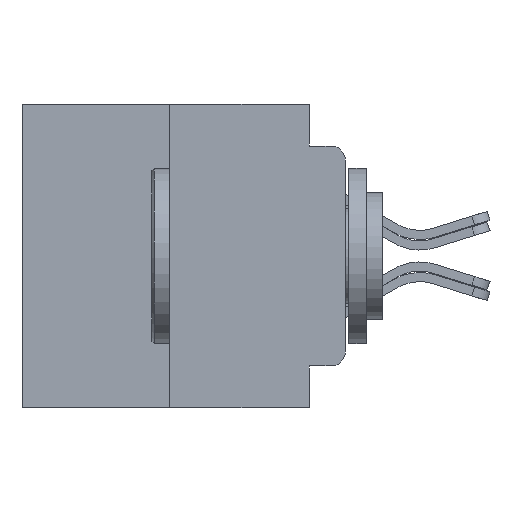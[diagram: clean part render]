
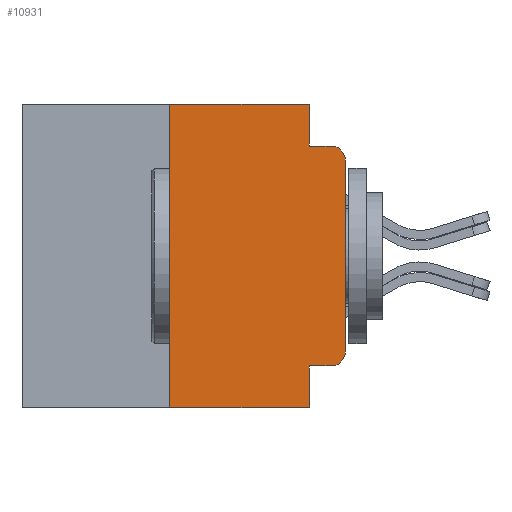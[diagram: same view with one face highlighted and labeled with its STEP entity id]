
A CAD part, left-side view. The second image highlights one B-rep face of the part: STEP entity #10931.
In plain terms, the highlighted planar face has unit normal (-1, 0, 0).
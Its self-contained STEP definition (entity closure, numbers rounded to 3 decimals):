
#193 = CARTESIAN_POINT ( 'NONE',  ( -75.603, 11.684, -5.486 ) ) ;
#389 = VERTEX_POINT ( 'NONE', #20117 ) ;
#511 = VECTOR ( 'NONE', #4029, 1000. ) ;
#1155 = DIRECTION ( 'NONE',  ( 0., 0., -1. ) ) ;
#2321 = EDGE_CURVE ( 'NONE', #27360, #29327, #5330, .T. ) ;
#2326 = CARTESIAN_POINT ( 'NONE',  ( -75.603, 1.295, -3.975 ) ) ;
#3180 = VECTOR ( 'NONE', #1155, 1000. ) ;
#3421 = ORIENTED_EDGE ( 'NONE', *, *, #10505, .F. ) ;
#3619 = VECTOR ( 'NONE', #4641, 1000. ) ;
#3904 = LINE ( 'NONE', #193, #8234 ) ;
#4029 = DIRECTION ( 'NONE',  ( 0., -1., 0. ) ) ;
#4479 = CARTESIAN_POINT ( 'NONE',  ( -75.603, 6.35, 5.486 ) ) ;
#4641 = DIRECTION ( 'NONE',  ( 0., -1., 0. ) ) ;
#5330 = LINE ( 'NONE', #22423, #19701 ) ;
#6012 = ORIENTED_EDGE ( 'NONE', *, *, #28556, .T. ) ;
#6408 = LINE ( 'NONE', #6714, #11436 ) ;
#6703 = LINE ( 'NONE', #14497, #24325 ) ;
#6714 = CARTESIAN_POINT ( 'NONE',  ( -75.603, 1.295, 3.975 ) ) ;
#7026 = ORIENTED_EDGE ( 'NONE', *, *, #14505, .T. ) ;
#7156 = VERTEX_POINT ( 'NONE', #7806 ) ;
#7358 = PLANE ( 'NONE',  #8015 ) ;
#7574 = ORIENTED_EDGE ( 'NONE', *, *, #28580, .F. ) ;
#7806 = CARTESIAN_POINT ( 'NONE',  ( -75.603, 0.508, 3.975 ) ) ;
#8015 = AXIS2_PLACEMENT_3D ( 'NONE', #12265, #23907, #14764 ) ;
#8234 = VECTOR ( 'NONE', #20594, 1000. ) ;
#8870 = CARTESIAN_POINT ( 'NONE',  ( -75.603, 1.295, -5.486 ) ) ;
#8891 = VECTOR ( 'NONE', #24112, 1000. ) ;
#9139 = DIRECTION ( 'NONE',  ( 0., -1., 0. ) ) ;
#9176 = EDGE_CURVE ( 'NONE', #24045, #27022, #22951, .T. ) ;
#9500 = CARTESIAN_POINT ( 'NONE',  ( -75.603, 1.295, 5.486 ) ) ;
#9606 = ORIENTED_EDGE ( 'NONE', *, *, #19779, .T. ) ;
#10505 = EDGE_CURVE ( 'NONE', #25727, #24045, #13413, .T. ) ;
#10931 = ADVANCED_FACE ( 'NONE', ( #11624 ), #7358, .F. ) ;
#11167 = LINE ( 'NONE', #2326, #3619 ) ;
#11436 = VECTOR ( 'NONE', #9139, 1000. ) ;
#11621 = VERTEX_POINT ( 'NONE', #20052 ) ;
#11624 = FACE_OUTER_BOUND ( 'NONE', #12116, .T. ) ;
#12116 = EDGE_LOOP ( 'NONE', ( #7026, #17924, #14329, #9606, #7574, #20711, #3421, #27236, #6012, #29225 ) ) ;
#12265 = CARTESIAN_POINT ( 'NONE',  ( -75.603, 11.684, 5.486 ) ) ;
#13104 = CARTESIAN_POINT ( 'NONE',  ( -75.603, 1.295, 3.975 ) ) ;
#13376 = DIRECTION ( 'NONE',  ( 0., 0., 1. ) ) ;
#13413 = LINE ( 'NONE', #24921, #511 ) ;
#13934 = CARTESIAN_POINT ( 'NONE',  ( -75.603, 0.508, -3.467 ) ) ;
#13939 = CARTESIAN_POINT ( 'NONE',  ( -75.603, 0., 3.467 ) ) ;
#14329 = ORIENTED_EDGE ( 'NONE', *, *, #2321, .T. ) ;
#14497 = CARTESIAN_POINT ( 'NONE',  ( -75.603, 1.295, 0. ) ) ;
#14505 = EDGE_CURVE ( 'NONE', #11621, #389, #11167, .T. ) ;
#14605 = VERTEX_POINT ( 'NONE', #21106 ) ;
#14764 = DIRECTION ( 'NONE',  ( 0., 0., -1. ) ) ;
#14962 = CARTESIAN_POINT ( 'NONE',  ( -75.603, 6.35, -5.486 ) ) ;
#15915 = DIRECTION ( 'NONE',  ( -1., 0., 0. ) ) ;
#16819 = CIRCLE ( 'NONE', #28012, 0.508 ) ;
#17924 = ORIENTED_EDGE ( 'NONE', *, *, #23398, .T. ) ;
#18880 = DIRECTION ( 'NONE',  ( -1., 0., 0. ) ) ;
#19328 = DIRECTION ( 'NONE',  ( 0., 0., -1. ) ) ;
#19349 = CARTESIAN_POINT ( 'NONE',  ( -75.603, 1.295, 0. ) ) ;
#19701 = VECTOR ( 'NONE', #13376, 1000. ) ;
#19779 = EDGE_CURVE ( 'NONE', #29327, #7156, #28007, .T. ) ;
#20052 = CARTESIAN_POINT ( 'NONE',  ( -75.603, 1.295, -3.975 ) ) ;
#20117 = CARTESIAN_POINT ( 'NONE',  ( -75.603, 0.508, -3.975 ) ) ;
#20517 = VERTEX_POINT ( 'NONE', #8870 ) ;
#20594 = DIRECTION ( 'NONE',  ( 0., -1., 0. ) ) ;
#20711 = ORIENTED_EDGE ( 'NONE', *, *, #9176, .F. ) ;
#20863 = EDGE_CURVE ( 'NONE', #14605, #25727, #23623, .T. ) ;
#20975 = DIRECTION ( 'NONE',  ( 0., 0., -1. ) ) ;
#21106 = CARTESIAN_POINT ( 'NONE',  ( -75.603, 6.35, -5.486 ) ) ;
#22423 = CARTESIAN_POINT ( 'NONE',  ( -75.603, 0., 5.486 ) ) ;
#22951 = LINE ( 'NONE', #19349, #3180 ) ;
#23356 = CARTESIAN_POINT ( 'NONE',  ( -75.603, 0., -3.467 ) ) ;
#23398 = EDGE_CURVE ( 'NONE', #389, #27360, #16819, .T. ) ;
#23623 = LINE ( 'NONE', #14962, #8891 ) ;
#23907 = DIRECTION ( 'NONE',  ( 1., 0., 0. ) ) ;
#24045 = VERTEX_POINT ( 'NONE', #9500 ) ;
#24112 = DIRECTION ( 'NONE',  ( 0., 0., 1. ) ) ;
#24221 = EDGE_CURVE ( 'NONE', #11621, #20517, #6703, .T. ) ;
#24325 = VECTOR ( 'NONE', #19328, 1000. ) ;
#24921 = CARTESIAN_POINT ( 'NONE',  ( -75.603, 11.684, 5.486 ) ) ;
#25727 = VERTEX_POINT ( 'NONE', #4479 ) ;
#27022 = VERTEX_POINT ( 'NONE', #13104 ) ;
#27236 = ORIENTED_EDGE ( 'NONE', *, *, #20863, .F. ) ;
#27280 = CARTESIAN_POINT ( 'NONE',  ( -75.603, 0.508, 3.467 ) ) ;
#27360 = VERTEX_POINT ( 'NONE', #23356 ) ;
#27487 = DIRECTION ( 'NONE',  ( 0., 0., -1. ) ) ;
#27826 = AXIS2_PLACEMENT_3D ( 'NONE', #27280, #15915, #27487 ) ;
#28007 = CIRCLE ( 'NONE', #27826, 0.508 ) ;
#28012 = AXIS2_PLACEMENT_3D ( 'NONE', #13934, #18880, #20975 ) ;
#28556 = EDGE_CURVE ( 'NONE', #14605, #20517, #3904, .T. ) ;
#28580 = EDGE_CURVE ( 'NONE', #27022, #7156, #6408, .T. ) ;
#29225 = ORIENTED_EDGE ( 'NONE', *, *, #24221, .F. ) ;
#29327 = VERTEX_POINT ( 'NONE', #13939 ) ;
